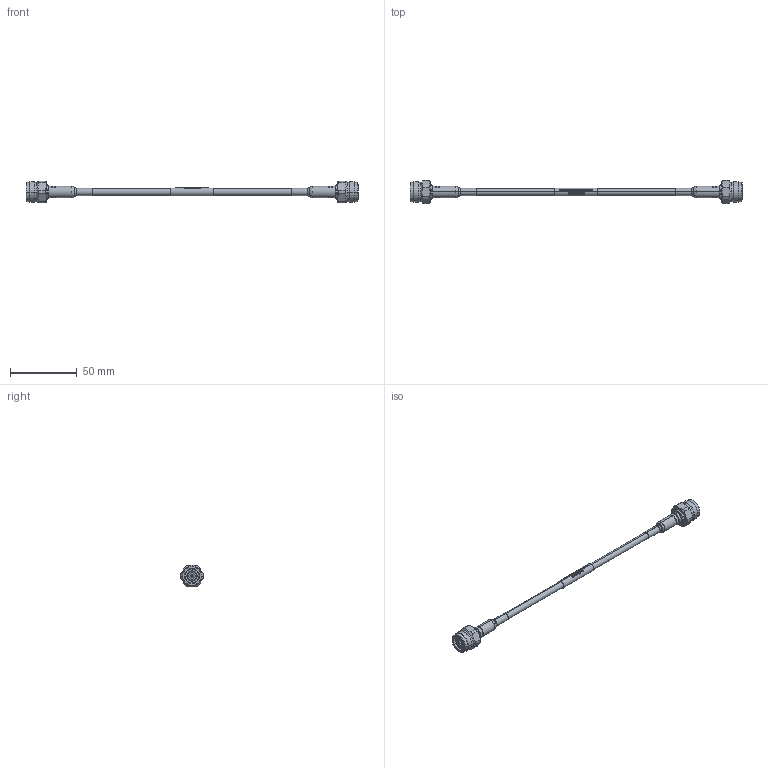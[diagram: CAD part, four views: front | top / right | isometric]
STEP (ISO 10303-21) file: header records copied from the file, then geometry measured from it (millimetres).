
FILE_DESCRIPTION (( 'STEP AP214' ), '1' );
FILE_NAME ('FMCA100145_3D.step', '2024-08-20T16:55:23', ( '' ), ( '' ), 'SwSTEP 2.0', 'SolidWorks 2022', '' );
FILE_SCHEMA (( 'AUTOMOTIVE_DESIGN' ));
Length unit declared in the file: inch
Products named in the file (8): TC-195-TM-X^FMCA100145; Copy of TC-195-TM-X_ferrule^TC-195-TM-X_FMCA100145; Copy of TC-195-TM-X_c-contact^TC-195-TM-X_FMCA100145; FM Cable Assy Label^FMCA100145_D_195; FMCA100145_3D; Copy of TC-195-TM-X_insulator^TC-195-TM-X_FMCA100145; Copy of TC-195-TM-X_body^TC-195-TM-X_FMCA100145; TCOM-195-240-400-600 for cable assy^FMCA100145_TCOM-195
Assembly tree (8 placements, depth 3):
  FMCA100145_3D
    TCOM-195-240-400-600 for cable assy^FMCA100145_TCOM-195
    TC-195-TM-X^FMCA100145  x2
      Copy of TC-195-TM-X_body^TC-195-TM-X_FMCA100145
      Copy of TC-195-TM-X_c-contact^TC-195-TM-X_FMCA100145
      Copy of TC-195-TM-X_insulator^TC-195-TM-X_FMCA100145
      Copy of TC-195-TM-X_ferrule^TC-195-TM-X_FMCA100145
    FM Cable Assy Label^FMCA100145_D_195
Bounding box: 248.1 x 17.21 x 15.88 mm (x, y, z)
Volume: 10566.3 mm3; surface area: 13335.1 mm2
Topology: 10 solids, 14 shells, 1318 faces, 3372 edges, 2188 vertices
Faces by surface type: plane 788, cylinder 200, bspline 164, cone 146, torus 20
Entity records: 41148 total; most frequent: CARTESIAN_POINT 15151, ORIENTED_EDGE 5930, DIRECTION 4474, EDGE_CURVE 2965, VERTEX_POINT 1948, LINE 1752, VECTOR 1752, AXIS2_PLACEMENT_3D 1361
